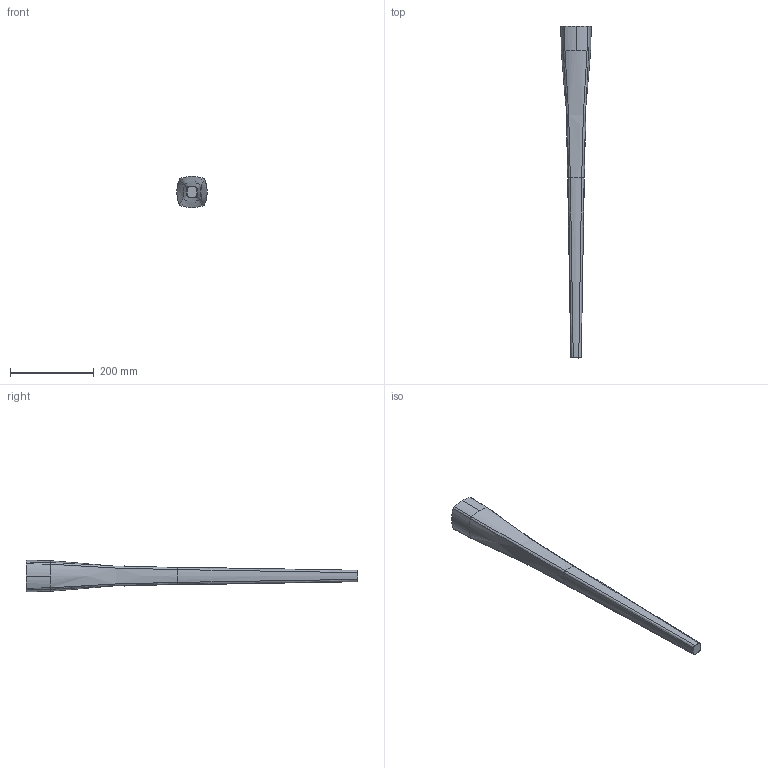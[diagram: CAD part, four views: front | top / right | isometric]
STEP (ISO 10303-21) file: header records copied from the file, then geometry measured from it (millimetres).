
FILE_DESCRIPTION(/* description */ (''),/* implementation_level */ '2;1');
FILE_NAME(/* name */ '1169.stp',/* time_stamp */ '2014-05-29T08:19:54+03:00',/* author */ (''),/* organization */ (''),/* preprocessor_version */ 'ST-DEVELOPER v15',/* originating_system */ 'SIEMENS PLM Software NX 8.5',/* authorisation */ '');
FILE_SCHEMA (('AP203_CONFIGURATION_CONTROLLED_3D_DESIGN_OF_MECHANICAL_PARTS_AND_ASSEMBLIES_MIM_LF { 1 0 10303 403 2 1 2}'));
Length unit declared in the file: millimetre
Products named in the file (1): Cosk13284F10bjdp
Bounding box: 72.63 x 793.56 x 75.02 mm (x, y, z)
Volume: 1496600.8 mm3; surface area: 126195.2 mm2
Topology: 1 solids, 1 shells, 42 faces, 98 edges, 56 vertices
Faces by surface type: bspline 40, plane 2
Entity records: 3736 total; most frequent: CARTESIAN_POINT 2999, ORIENTED_EDGE 192, EDGE_CURVE 96, B_SPLINE_CURVE_WITH_KNOTS 80, VERTEX_POINT 56, ADVANCED_FACE 42, FACE_OUTER_BOUND 42, EDGE_LOOP 42
